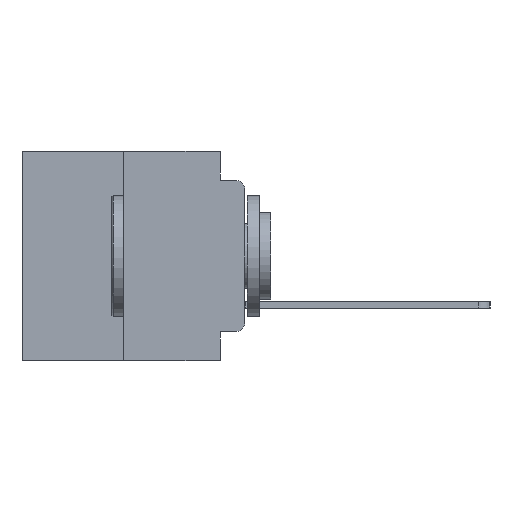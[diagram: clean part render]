
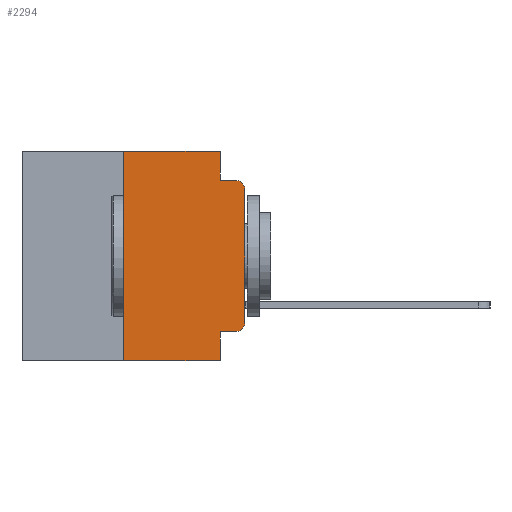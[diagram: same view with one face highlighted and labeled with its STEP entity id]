
A CAD part, left-side view. The second image highlights one B-rep face of the part: STEP entity #2294.
In plain terms, the highlighted planar face has unit normal (-1, 0, 0).
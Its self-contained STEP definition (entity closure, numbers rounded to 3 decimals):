
#24 = VECTOR ( 'NONE', #19007, 1000. ) ;
#530 = VERTEX_POINT ( 'NONE', #11559 ) ;
#725 = CARTESIAN_POINT ( 'NONE',  ( -75.603, 6.35, -5.486 ) ) ;
#1483 = DIRECTION ( 'NONE',  ( -1., 0., 0. ) ) ;
#1829 = CARTESIAN_POINT ( 'NONE',  ( -75.603, 1.295, 5.486 ) ) ;
#2294 = ADVANCED_FACE ( 'NONE', ( #6053 ), #2373, .F. ) ;
#2373 = PLANE ( 'NONE',  #25931 ) ;
#2593 = CARTESIAN_POINT ( 'NONE',  ( -75.603, 1.295, -3.975 ) ) ;
#2637 = DIRECTION ( 'NONE',  ( 0., -1., 0. ) ) ;
#3089 = EDGE_LOOP ( 'NONE', ( #25686, #22738, #28131, #21509, #5398, #25690, #19837, #21151, #5645, #12408 ) ) ;
#3415 = VERTEX_POINT ( 'NONE', #20890 ) ;
#4085 = VERTEX_POINT ( 'NONE', #1829 ) ;
#4626 = CARTESIAN_POINT ( 'NONE',  ( -75.603, 1.295, 3.975 ) ) ;
#5398 = ORIENTED_EDGE ( 'NONE', *, *, #6321, .F. ) ;
#5645 = ORIENTED_EDGE ( 'NONE', *, *, #19530, .T. ) ;
#5699 = VERTEX_POINT ( 'NONE', #11353 ) ;
#5714 = AXIS2_PLACEMENT_3D ( 'NONE', #17836, #24998, #18019 ) ;
#5929 = VECTOR ( 'NONE', #29333, 1000. ) ;
#6053 = FACE_OUTER_BOUND ( 'NONE', #3089, .T. ) ;
#6321 = EDGE_CURVE ( 'NONE', #14497, #6935, #20793, .T. ) ;
#6612 = LINE ( 'NONE', #18467, #22202 ) ;
#6935 = VERTEX_POINT ( 'NONE', #20397 ) ;
#7324 = CARTESIAN_POINT ( 'NONE',  ( -75.603, 6.35, 5.486 ) ) ;
#7617 = VERTEX_POINT ( 'NONE', #14335 ) ;
#7646 = EDGE_CURVE ( 'NONE', #4085, #14497, #25689, .T. ) ;
#7832 = LINE ( 'NONE', #725, #9946 ) ;
#8178 = EDGE_CURVE ( 'NONE', #5699, #530, #10358, .T. ) ;
#8271 = VERTEX_POINT ( 'NONE', #10165 ) ;
#9530 = DIRECTION ( 'NONE',  ( 0., -1., 0. ) ) ;
#9879 = DIRECTION ( 'NONE',  ( 0., 0., -1. ) ) ;
#9946 = VECTOR ( 'NONE', #25737, 1000. ) ;
#9968 = EDGE_CURVE ( 'NONE', #8271, #18507, #7832, .T. ) ;
#10165 = CARTESIAN_POINT ( 'NONE',  ( -75.603, 6.35, -5.486 ) ) ;
#10358 = LINE ( 'NONE', #23294, #24 ) ;
#10810 = DIRECTION ( 'NONE',  ( 0., -1., 0. ) ) ;
#10989 = DIRECTION ( 'NONE',  ( 1., 0., 0. ) ) ;
#11353 = CARTESIAN_POINT ( 'NONE',  ( -75.603, 1.295, -3.975 ) ) ;
#11559 = CARTESIAN_POINT ( 'NONE',  ( -75.603, 1.295, -5.486 ) ) ;
#12408 = ORIENTED_EDGE ( 'NONE', *, *, #8178, .F. ) ;
#13378 = LINE ( 'NONE', #2593, #24005 ) ;
#13940 = VECTOR ( 'NONE', #9879, 1000. ) ;
#14335 = CARTESIAN_POINT ( 'NONE',  ( -75.603, 0., 3.467 ) ) ;
#14485 = LINE ( 'NONE', #19807, #27959 ) ;
#14497 = VERTEX_POINT ( 'NONE', #20242 ) ;
#15079 = CARTESIAN_POINT ( 'NONE',  ( -75.603, 0.508, -3.467 ) ) ;
#15151 = EDGE_CURVE ( 'NONE', #7617, #6935, #20463, .T. ) ;
#15240 = EDGE_CURVE ( 'NONE', #5699, #22080, #13378, .T. ) ;
#17658 = EDGE_CURVE ( 'NONE', #22080, #3415, #24865, .T. ) ;
#17836 = CARTESIAN_POINT ( 'NONE',  ( -75.603, 0.508, 3.467 ) ) ;
#18019 = DIRECTION ( 'NONE',  ( 0., 0., -1. ) ) ;
#18239 = EDGE_CURVE ( 'NONE', #3415, #7617, #28007, .T. ) ;
#18467 = CARTESIAN_POINT ( 'NONE',  ( -75.603, 11.684, 5.486 ) ) ;
#18507 = VERTEX_POINT ( 'NONE', #7324 ) ;
#18822 = CARTESIAN_POINT ( 'NONE',  ( -75.603, 0.508, -3.975 ) ) ;
#19007 = DIRECTION ( 'NONE',  ( 0., 0., -1. ) ) ;
#19530 = EDGE_CURVE ( 'NONE', #8271, #530, #14485, .T. ) ;
#19807 = CARTESIAN_POINT ( 'NONE',  ( -75.603, 11.684, -5.486 ) ) ;
#19837 = ORIENTED_EDGE ( 'NONE', *, *, #27705, .F. ) ;
#20189 = DIRECTION ( 'NONE',  ( 0., 0., -1. ) ) ;
#20242 = CARTESIAN_POINT ( 'NONE',  ( -75.603, 1.295, 3.975 ) ) ;
#20397 = CARTESIAN_POINT ( 'NONE',  ( -75.603, 0.508, 3.975 ) ) ;
#20463 = CIRCLE ( 'NONE', #5714, 0.508 ) ;
#20514 = AXIS2_PLACEMENT_3D ( 'NONE', #15079, #1483, #24203 ) ;
#20793 = LINE ( 'NONE', #4626, #5929 ) ;
#20890 = CARTESIAN_POINT ( 'NONE',  ( -75.603, 0., -3.467 ) ) ;
#20970 = CARTESIAN_POINT ( 'NONE',  ( -75.603, 1.295, 0. ) ) ;
#21151 = ORIENTED_EDGE ( 'NONE', *, *, #9968, .F. ) ;
#21260 = VECTOR ( 'NONE', #23773, 1000. ) ;
#21509 = ORIENTED_EDGE ( 'NONE', *, *, #15151, .T. ) ;
#22080 = VERTEX_POINT ( 'NONE', #18822 ) ;
#22202 = VECTOR ( 'NONE', #2637, 1000. ) ;
#22738 = ORIENTED_EDGE ( 'NONE', *, *, #17658, .T. ) ;
#23294 = CARTESIAN_POINT ( 'NONE',  ( -75.603, 1.295, 0. ) ) ;
#23689 = CARTESIAN_POINT ( 'NONE',  ( -75.603, 0., 5.486 ) ) ;
#23773 = DIRECTION ( 'NONE',  ( 0., 0., 1. ) ) ;
#24005 = VECTOR ( 'NONE', #9530, 1000. ) ;
#24203 = DIRECTION ( 'NONE',  ( 0., 0., -1. ) ) ;
#24865 = CIRCLE ( 'NONE', #20514, 0.508 ) ;
#24998 = DIRECTION ( 'NONE',  ( -1., 0., 0. ) ) ;
#25686 = ORIENTED_EDGE ( 'NONE', *, *, #15240, .T. ) ;
#25689 = LINE ( 'NONE', #20970, #13940 ) ;
#25690 = ORIENTED_EDGE ( 'NONE', *, *, #7646, .F. ) ;
#25737 = DIRECTION ( 'NONE',  ( 0., 0., 1. ) ) ;
#25931 = AXIS2_PLACEMENT_3D ( 'NONE', #27148, #10989, #20189 ) ;
#27148 = CARTESIAN_POINT ( 'NONE',  ( -75.603, 11.684, 5.486 ) ) ;
#27705 = EDGE_CURVE ( 'NONE', #18507, #4085, #6612, .T. ) ;
#27959 = VECTOR ( 'NONE', #10810, 1000. ) ;
#28007 = LINE ( 'NONE', #23689, #21260 ) ;
#28131 = ORIENTED_EDGE ( 'NONE', *, *, #18239, .T. ) ;
#29333 = DIRECTION ( 'NONE',  ( 0., -1., 0. ) ) ;
